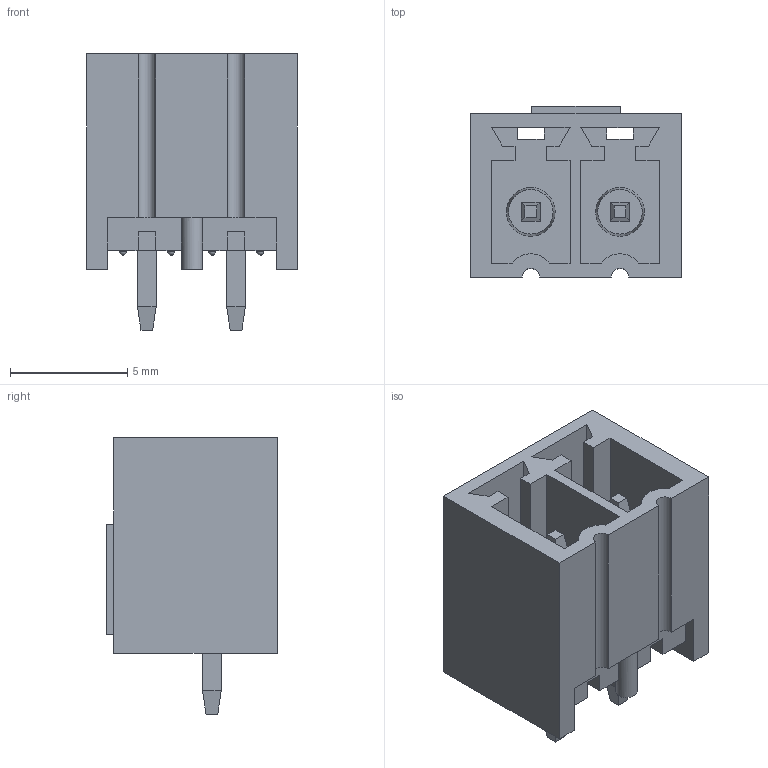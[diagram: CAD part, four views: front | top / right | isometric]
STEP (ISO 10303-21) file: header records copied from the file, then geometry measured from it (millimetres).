
FILE_DESCRIPTION( ( 'Unknown' ), '1' );
FILE_NAME( '691701310002B.stp', 'Unknown', ( 'Unknown' ), ( 'Unknown' ), 'PSStep 15.0.49', 'Unknown', ' ' );
FILE_SCHEMA( ( 'AUTOMOTIVE_DESIGN { 1 0 10303 214 1 1 1 1 }' ) );
Length unit declared in the file: millimetre
Products named in the file (3): Assem1; 2; 6917013100xxB_PIN
Assembly tree (3 placements, depth 2):
  Assem1
    2
    6917013100xxB_PIN  x2
Bounding box: 9.01 x 7.3 x 11.8 mm (x, y, z)
Volume: 310.1 mm3; surface area: 856.7 mm2
Topology: 3 solids, 3 shells, 131 faces, 346 edges, 225 vertices
Faces by surface type: plane 115, cylinder 10, sphere 4, cone 2
Full cylindrical faces by diameter (mm): 0.3 x4, 0.9 x2
Entity records: 4515 total; most frequent: CARTESIAN_POINT 622, ORIENTED_EDGE 594, DIRECTION 565, EDGE_CURVE 297, LINE 271, VECTOR 271, VERTEX_POINT 204, AXIS2_PLACEMENT_3D 147
